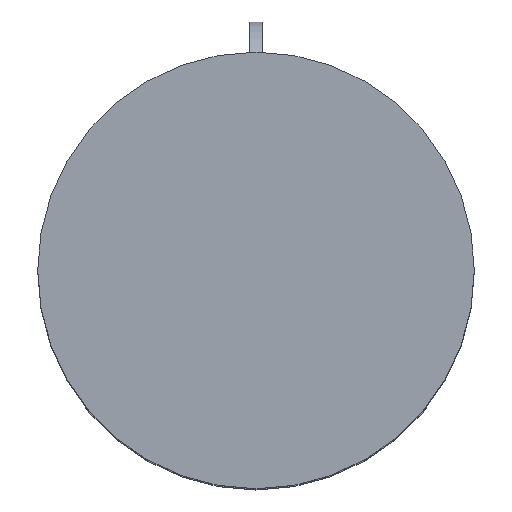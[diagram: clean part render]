
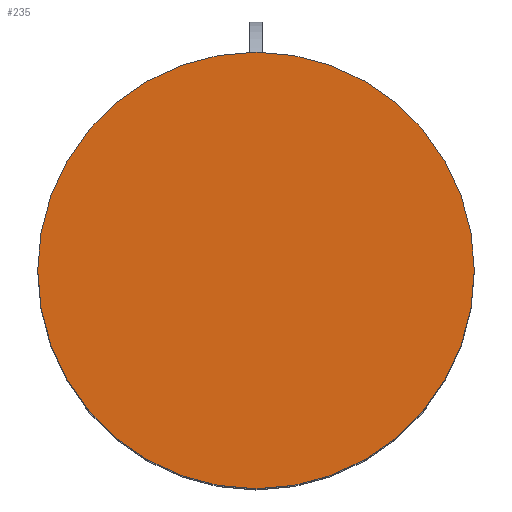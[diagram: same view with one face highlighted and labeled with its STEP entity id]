
A CAD part, top view. The second image highlights one B-rep face of the part: STEP entity #235.
In plain terms, the highlighted planar face has unit normal (0, 0, 1).
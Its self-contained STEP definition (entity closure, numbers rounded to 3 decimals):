
#193 = EDGE_CURVE ( 'Defeatured_0_14+Defeatured_0_0+Defeatured_0_0+Defeatured_0_0', #474, #1706, #494, .T. ) ;
#228 = PLANE ( 'NONE',  #533 ) ;
#235 = ADVANCED_FACE ( 'Defeatured_0_14', ( #1430 ), #228, .T. ) ;
#319 = CARTESIAN_POINT ( 'NONE',  ( -170., 0., 280. ) ) ;
#417 = ORIENTED_EDGE ( 'NONE', *, *, #193, .T. ) ;
#474 = VERTEX_POINT ( 'NONE', #1116 ) ;
#494 = CIRCLE ( 'NONE', #1145, 170. ) ;
#505 = CARTESIAN_POINT ( 'NONE',  ( 0., 0., 280. ) ) ;
#533 = AXIS2_PLACEMENT_3D ( 'NONE', #505, #1411, #625 ) ;
#548 = CARTESIAN_POINT ( 'NONE',  ( 0., 0., 280. ) ) ;
#625 = DIRECTION ( 'NONE',  ( 1., 0., 0. ) ) ;
#671 = EDGE_CURVE ( 'Defeatured_0_14+Defeatured_0_0+Defeatured_0_0+Defeatured_0_0', #1706, #474, #1175, .T. ) ;
#973 = ORIENTED_EDGE ( 'NONE', *, *, #671, .T. ) ;
#1116 = CARTESIAN_POINT ( 'NONE',  ( 170., 0., 280. ) ) ;
#1145 = AXIS2_PLACEMENT_3D ( 'NONE', #548, #1490, #1207 ) ;
#1175 = CIRCLE ( 'NONE', #1243, 170. ) ;
#1207 = DIRECTION ( 'NONE',  ( 1., 0., 0. ) ) ;
#1243 = AXIS2_PLACEMENT_3D ( 'NONE', #1676, #1668, #1296 ) ;
#1296 = DIRECTION ( 'NONE',  ( 1., 0., 0. ) ) ;
#1367 = EDGE_LOOP ( 'NONE', ( #417, #973 ) ) ;
#1411 = DIRECTION ( 'NONE',  ( 0., 0., 1. ) ) ;
#1430 = FACE_OUTER_BOUND ( 'NONE', #1367, .T. ) ;
#1490 = DIRECTION ( 'NONE',  ( 0., 0., 1. ) ) ;
#1668 = DIRECTION ( 'NONE',  ( 0., 0., 1. ) ) ;
#1676 = CARTESIAN_POINT ( 'NONE',  ( 0., 0., 280. ) ) ;
#1706 = VERTEX_POINT ( 'NONE', #319 ) ;
